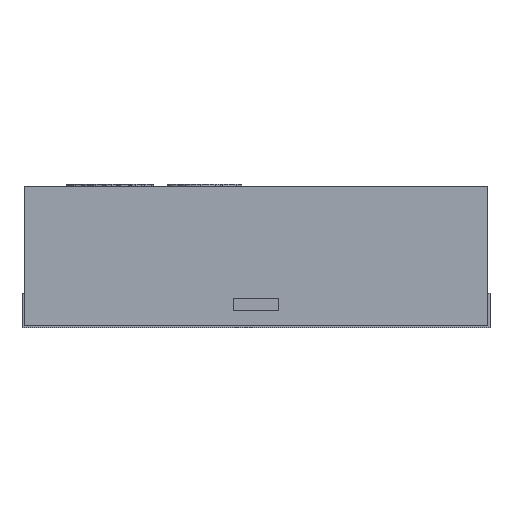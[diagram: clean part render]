
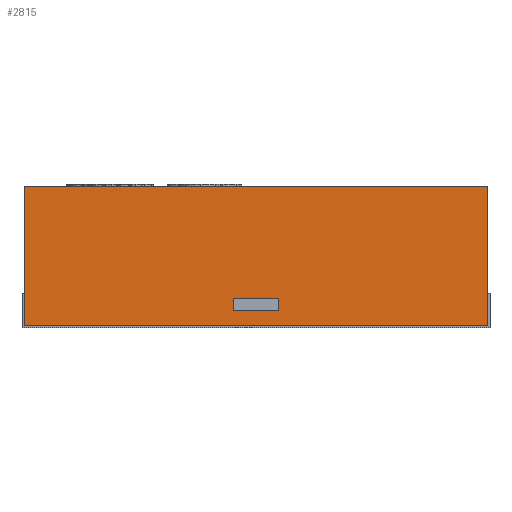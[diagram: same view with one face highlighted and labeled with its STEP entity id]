
A CAD part, left-side view. The second image highlights one B-rep face of the part: STEP entity #2815.
In plain terms, the highlighted planar face has unit normal (-1, 0, 0).
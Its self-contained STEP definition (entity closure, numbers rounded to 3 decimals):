
#55 = DIRECTION ( 'NONE',  ( 0., 1., 0. ) ) ;
#400 = VERTEX_POINT ( 'NONE', #5261 ) ;
#452 = CARTESIAN_POINT ( 'NONE',  ( -1., 0.099, 0.115 ) ) ;
#476 = CARTESIAN_POINT ( 'NONE',  ( -1., 1., 0.6 ) ) ;
#654 = LINE ( 'NONE', #476, #9020 ) ;
#1013 = VECTOR ( 'NONE', #9939, 1000. ) ;
#1754 = CARTESIAN_POINT ( 'NONE',  ( -1., 1., 0.6 ) ) ;
#2388 = FACE_OUTER_BOUND ( 'NONE', #8317, .T. ) ;
#2815 = ADVANCED_FACE ( 'NONE', ( #6357, #2388 ), #11735, .F. ) ;
#2818 = CARTESIAN_POINT ( 'NONE',  ( -1., -1., 0. ) ) ;
#3687 = AXIS2_PLACEMENT_3D ( 'NONE', #14985, #8086, #55 ) ;
#4759 = VERTEX_POINT ( 'NONE', #15142 ) ;
#4922 = VERTEX_POINT ( 'NONE', #2818 ) ;
#4967 = EDGE_CURVE ( 'NONE', #15172, #4922, #10231, .T. ) ;
#5160 = DIRECTION ( 'NONE',  ( 0., 1., 0. ) ) ;
#5261 = CARTESIAN_POINT ( 'NONE',  ( -1., 0.099, 0.063 ) ) ;
#5351 = EDGE_CURVE ( 'NONE', #15224, #4759, #654, .T. ) ;
#5355 = EDGE_CURVE ( 'NONE', #15876, #16536, #13978, .T. ) ;
#5597 = ORIENTED_EDGE ( 'NONE', *, *, #7483, .T. ) ;
#5725 = VERTEX_POINT ( 'NONE', #452 ) ;
#5895 = DIRECTION ( 'NONE',  ( 0., 0., -1. ) ) ;
#5916 = CARTESIAN_POINT ( 'NONE',  ( -1., -1., 0.6 ) ) ;
#6098 = EDGE_CURVE ( 'NONE', #4759, #4922, #13982, .T. ) ;
#6222 = DIRECTION ( 'NONE',  ( 0., -1., 0. ) ) ;
#6357 = FACE_BOUND ( 'NONE', #11428, .T. ) ;
#6419 = CARTESIAN_POINT ( 'NONE',  ( -1., -0.099, 0.115 ) ) ;
#6631 = LINE ( 'NONE', #6723, #10987 ) ;
#6723 = CARTESIAN_POINT ( 'NONE',  ( -1., -0.099, 0.063 ) ) ;
#6937 = ORIENTED_EDGE ( 'NONE', *, *, #7659, .T. ) ;
#7483 = EDGE_CURVE ( 'NONE', #5725, #15876, #10084, .T. ) ;
#7659 = EDGE_CURVE ( 'NONE', #16536, #400, #6631, .T. ) ;
#8086 = DIRECTION ( 'NONE',  ( 1., 0., 0. ) ) ;
#8317 = EDGE_LOOP ( 'NONE', ( #16185, #15408, #15039, #16155 ) ) ;
#8418 = LINE ( 'NONE', #12205, #13168 ) ;
#9005 = VECTOR ( 'NONE', #14104, 1000. ) ;
#9020 = VECTOR ( 'NONE', #5895, 1000. ) ;
#9301 = VECTOR ( 'NONE', #11358, 1000. ) ;
#9544 = CARTESIAN_POINT ( 'NONE',  ( -1., 1., 0.6 ) ) ;
#9682 = LINE ( 'NONE', #1754, #17159 ) ;
#9939 = DIRECTION ( 'NONE',  ( 0., -1., 0. ) ) ;
#10084 = LINE ( 'NONE', #15467, #10126 ) ;
#10126 = VECTOR ( 'NONE', #6222, 1000. ) ;
#10231 = LINE ( 'NONE', #5916, #9005 ) ;
#10290 = CARTESIAN_POINT ( 'NONE',  ( -1., -1., 0.6 ) ) ;
#10768 = CARTESIAN_POINT ( 'NONE',  ( -1., -0.099, 0.063 ) ) ;
#10987 = VECTOR ( 'NONE', #5160, 1000. ) ;
#11199 = EDGE_CURVE ( 'NONE', #400, #5725, #8418, .T. ) ;
#11358 = DIRECTION ( 'NONE',  ( 0., 0., -1. ) ) ;
#11428 = EDGE_LOOP ( 'NONE', ( #13019, #6937, #12947, #5597 ) ) ;
#11735 = PLANE ( 'NONE',  #3687 ) ;
#11840 = EDGE_CURVE ( 'NONE', #15224, #15172, #9682, .T. ) ;
#12205 = CARTESIAN_POINT ( 'NONE',  ( -1., 0.099, 0.115 ) ) ;
#12937 = CARTESIAN_POINT ( 'NONE',  ( -1., 1., 0. ) ) ;
#12947 = ORIENTED_EDGE ( 'NONE', *, *, #11199, .T. ) ;
#13019 = ORIENTED_EDGE ( 'NONE', *, *, #5355, .T. ) ;
#13168 = VECTOR ( 'NONE', #13800, 1000. ) ;
#13800 = DIRECTION ( 'NONE',  ( 0., 0., 1. ) ) ;
#13978 = LINE ( 'NONE', #14160, #9301 ) ;
#13982 = LINE ( 'NONE', #12937, #1013 ) ;
#14104 = DIRECTION ( 'NONE',  ( 0., 0., -1. ) ) ;
#14160 = CARTESIAN_POINT ( 'NONE',  ( -1., -0.099, 0.115 ) ) ;
#14985 = CARTESIAN_POINT ( 'NONE',  ( -1., 1., 0.6 ) ) ;
#15039 = ORIENTED_EDGE ( 'NONE', *, *, #11840, .F. ) ;
#15051 = DIRECTION ( 'NONE',  ( 0., -1., 0. ) ) ;
#15142 = CARTESIAN_POINT ( 'NONE',  ( -1., 1., 0. ) ) ;
#15172 = VERTEX_POINT ( 'NONE', #10290 ) ;
#15224 = VERTEX_POINT ( 'NONE', #9544 ) ;
#15408 = ORIENTED_EDGE ( 'NONE', *, *, #4967, .F. ) ;
#15467 = CARTESIAN_POINT ( 'NONE',  ( -1., -0.099, 0.115 ) ) ;
#15876 = VERTEX_POINT ( 'NONE', #6419 ) ;
#16155 = ORIENTED_EDGE ( 'NONE', *, *, #5351, .T. ) ;
#16185 = ORIENTED_EDGE ( 'NONE', *, *, #6098, .T. ) ;
#16536 = VERTEX_POINT ( 'NONE', #10768 ) ;
#17159 = VECTOR ( 'NONE', #15051, 1000. ) ;
